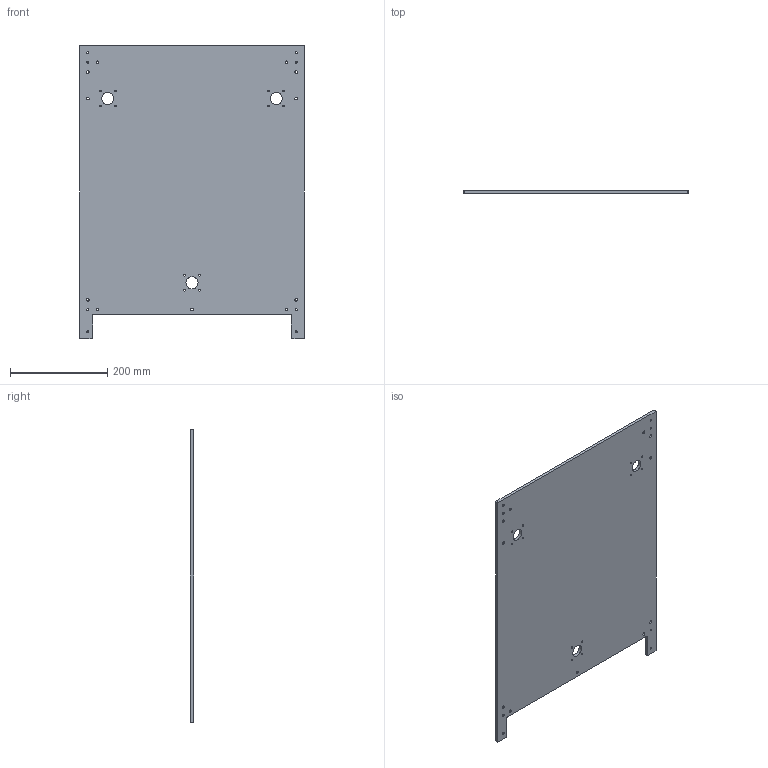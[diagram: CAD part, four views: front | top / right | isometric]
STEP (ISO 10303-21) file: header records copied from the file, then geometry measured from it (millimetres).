
FILE_DESCRIPTION(/* description */ ('STEP AP242 Edition 2','CAx-IF Rec.Pracs.---Representation and Presentation of Product Manufacturing Information (PMI)---4.0---2014-10-13','CAx-IF Rec.Pracs.---3D Tessellated Geometry---0.4---2014-09-14','2;1','CAx-IF Rec.Pracs.---User Defined Attributes---1.5---2016-08-15'),/* implementation_level */ '2;1');
FILE_NAME(/* name */ '6924248894524f3573b94452',/* time_stamp */ '2025-11-24T09:25:28Z',/* author */ (''),/* organization */ (''),/* preprocessor_version */ 'ST-DEVELOPER v20',/* originating_system */ 'ONSHAPE BY PTC INC, 1.207',/* authorisation */ ' ');
FILE_SCHEMA (('AP242_MANAGED_MODEL_BASED_3D_ENGINEERING_MIM_LF { 1 0 10303 442 3 1 4 }'));
Length unit declared in the file: metre
Products named in the file (1): New Bottom Frame
Bounding box: 461.7 x 6.35 x 604 mm (x, y, z)
Volume: 1628534.9 mm3; surface area: 531259.3 mm2
Topology: 1 solids, 1 shells, 52 faces, 150 edges, 100 vertices
Faces by surface type: cylinder 42, plane 10
Full cylindrical faces by diameter (mm): 3.4 x12, 4.2 x8, 5.5 x11, 25 x3
Entity records: 1746 total; most frequent: DIRECTION 306, CARTESIAN_POINT 269, ORIENTED_EDGE 232, EDGE_LOOP 154, FACE_BOUND 154, AXIS2_PLACEMENT_3D 137, EDGE_CURVE 116, VERTEX_POINT 100
